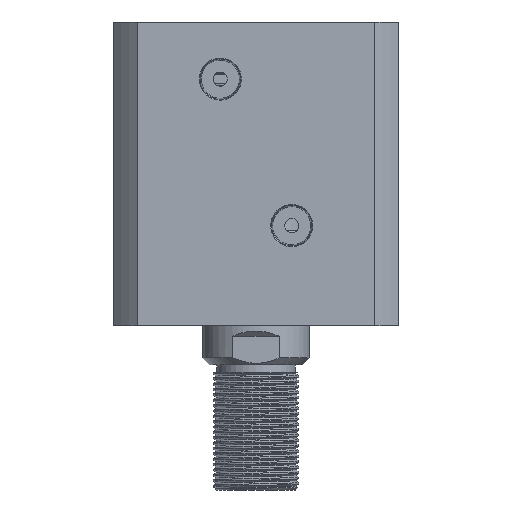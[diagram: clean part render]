
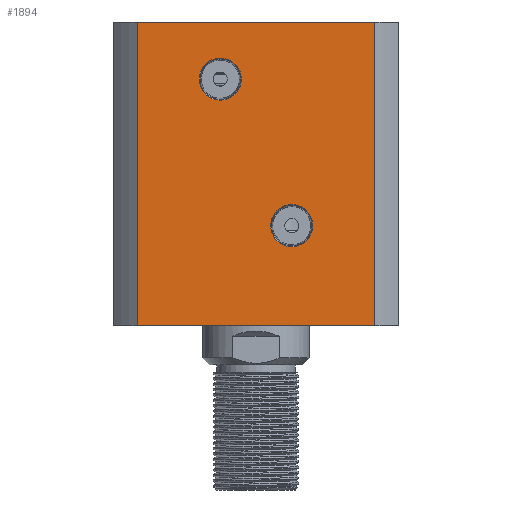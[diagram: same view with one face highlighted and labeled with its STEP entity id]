
A CAD part, left-side view. The second image highlights one B-rep face of the part: STEP entity #1894.
In plain terms, the highlighted planar face has unit normal (-1, 0, 0).
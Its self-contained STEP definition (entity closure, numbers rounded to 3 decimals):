
#85 = DIRECTION ( 'NONE',  ( -1., 0., 0. ) ) ;
#1322 = DIRECTION ( 'NONE',  ( 0., 0., -1. ) ) ;
#1391 = VERTEX_POINT ( 'NONE', #7910 ) ;
#1894 = ADVANCED_FACE ( 'NONE', ( #8798, #14583, #3813 ), #7344, .F. ) ;
#2402 = VERTEX_POINT ( 'NONE', #11999 ) ;
#2775 = AXIS2_PLACEMENT_3D ( 'NONE', #4012, #15451, #4254 ) ;
#2847 = AXIS2_PLACEMENT_3D ( 'NONE', #15854, #3022, #3116 ) ;
#3022 = DIRECTION ( 'NONE',  ( -1., 0., 0. ) ) ;
#3116 = DIRECTION ( 'NONE',  ( 0., 0., 1. ) ) ;
#3380 = VECTOR ( 'NONE', #1322, 1000. ) ;
#3735 = ORIENTED_EDGE ( 'NONE', *, *, #8877, .T. ) ;
#3813 = FACE_OUTER_BOUND ( 'NONE', #23373, .T. ) ;
#4012 = CARTESIAN_POINT ( 'NONE',  ( -40., 10., 26.5 ) ) ;
#4226 = DIRECTION ( 'NONE',  ( 0., -1., 0. ) ) ;
#4254 = DIRECTION ( 'NONE',  ( 0., 0., 1. ) ) ;
#4545 = CARTESIAN_POINT ( 'NONE',  ( -40., -10., -14.5 ) ) ;
#4585 = EDGE_CURVE ( 'NONE', #6297, #6969, #18284, .T. ) ;
#5157 = ORIENTED_EDGE ( 'NONE', *, *, #15199, .T. ) ;
#5262 = EDGE_CURVE ( 'NONE', #1391, #21143, #20277, .T. ) ;
#6109 = CARTESIAN_POINT ( 'NONE',  ( -40., 33.226, 42.5 ) ) ;
#6297 = VERTEX_POINT ( 'NONE', #15107 ) ;
#6880 = ORIENTED_EDGE ( 'NONE', *, *, #14163, .F. ) ;
#6922 = ORIENTED_EDGE ( 'NONE', *, *, #4585, .F. ) ;
#6969 = VERTEX_POINT ( 'NONE', #17410 ) ;
#7005 = DIRECTION ( 'NONE',  ( 0., 0., 1. ) ) ;
#7181 = CARTESIAN_POINT ( 'NONE',  ( -40., 33.226, 42.5 ) ) ;
#7290 = VECTOR ( 'NONE', #12970, 1000. ) ;
#7344 = PLANE ( 'NONE',  #10016 ) ;
#7470 = ORIENTED_EDGE ( 'NONE', *, *, #20697, .F. ) ;
#7481 = VERTEX_POINT ( 'NONE', #7519 ) ;
#7519 = CARTESIAN_POINT ( 'NONE',  ( -40., 10., 32.385 ) ) ;
#7910 = CARTESIAN_POINT ( 'NONE',  ( -40., -33.226, 42.5 ) ) ;
#8570 = ORIENTED_EDGE ( 'NONE', *, *, #19080, .F. ) ;
#8798 = FACE_BOUND ( 'NONE', #15026, .T. ) ;
#8877 = EDGE_CURVE ( 'NONE', #2402, #13046, #16438, .T. ) ;
#8941 = CIRCLE ( 'NONE', #2775, 5.885 ) ;
#9385 = CARTESIAN_POINT ( 'NONE',  ( -40., -10., -14.5 ) ) ;
#9471 = VERTEX_POINT ( 'NONE', #19979 ) ;
#10016 = AXIS2_PLACEMENT_3D ( 'NONE', #7181, #16492, #18193 ) ;
#10761 = LINE ( 'NONE', #12655, #7290 ) ;
#10831 = CARTESIAN_POINT ( 'NONE',  ( -40., -33.226, -42.5 ) ) ;
#11999 = CARTESIAN_POINT ( 'NONE',  ( -40., 33.226, 42.5 ) ) ;
#12655 = CARTESIAN_POINT ( 'NONE',  ( -40., 33.226, -42.5 ) ) ;
#12970 = DIRECTION ( 'NONE',  ( 0., -1., 0. ) ) ;
#13046 = VERTEX_POINT ( 'NONE', #21261 ) ;
#13052 = DIRECTION ( 'NONE',  ( 0., 0., 1. ) ) ;
#13405 = VECTOR ( 'NONE', #4226, 1000. ) ;
#14163 = EDGE_CURVE ( 'NONE', #2402, #1391, #14553, .T. ) ;
#14553 = LINE ( 'NONE', #6109, #13405 ) ;
#14583 = FACE_BOUND ( 'NONE', #18434, .T. ) ;
#14827 = CARTESIAN_POINT ( 'NONE',  ( -40., -33.226, 42.5 ) ) ;
#14882 = CIRCLE ( 'NONE', #21182, 5.885 ) ;
#15026 = EDGE_LOOP ( 'NONE', ( #20456, #6922 ) ) ;
#15061 = DIRECTION ( 'NONE',  ( 0., 0., -1. ) ) ;
#15107 = CARTESIAN_POINT ( 'NONE',  ( -40., -10., -20.385 ) ) ;
#15199 = EDGE_CURVE ( 'NONE', #13046, #21143, #10761, .T. ) ;
#15451 = DIRECTION ( 'NONE',  ( -1., 0., 0. ) ) ;
#15854 = CARTESIAN_POINT ( 'NONE',  ( -40., 10., 26.5 ) ) ;
#16438 = LINE ( 'NONE', #17917, #3380 ) ;
#16492 = DIRECTION ( 'NONE',  ( 1., 0., 0. ) ) ;
#17410 = CARTESIAN_POINT ( 'NONE',  ( -40., -10., -8.615 ) ) ;
#17917 = CARTESIAN_POINT ( 'NONE',  ( -40., 33.226, 42.5 ) ) ;
#18193 = DIRECTION ( 'NONE',  ( 0., 0., -1. ) ) ;
#18284 = CIRCLE ( 'NONE', #21337, 5.885 ) ;
#18434 = EDGE_LOOP ( 'NONE', ( #7470, #8570 ) ) ;
#18544 = VECTOR ( 'NONE', #15061, 1000. ) ;
#19036 = ORIENTED_EDGE ( 'NONE', *, *, #5262, .F. ) ;
#19080 = EDGE_CURVE ( 'NONE', #9471, #7481, #8941, .T. ) ;
#19870 = CIRCLE ( 'NONE', #2847, 5.885 ) ;
#19922 = DIRECTION ( 'NONE',  ( -1., 0., 0. ) ) ;
#19979 = CARTESIAN_POINT ( 'NONE',  ( -40., 10., 20.615 ) ) ;
#20277 = LINE ( 'NONE', #14827, #18544 ) ;
#20456 = ORIENTED_EDGE ( 'NONE', *, *, #23864, .F. ) ;
#20697 = EDGE_CURVE ( 'NONE', #7481, #9471, #19870, .T. ) ;
#21143 = VERTEX_POINT ( 'NONE', #10831 ) ;
#21182 = AXIS2_PLACEMENT_3D ( 'NONE', #4545, #19922, #7005 ) ;
#21261 = CARTESIAN_POINT ( 'NONE',  ( -40., 33.226, -42.5 ) ) ;
#21337 = AXIS2_PLACEMENT_3D ( 'NONE', #9385, #85, #13052 ) ;
#23373 = EDGE_LOOP ( 'NONE', ( #5157, #19036, #6880, #3735 ) ) ;
#23864 = EDGE_CURVE ( 'NONE', #6969, #6297, #14882, .T. ) ;
